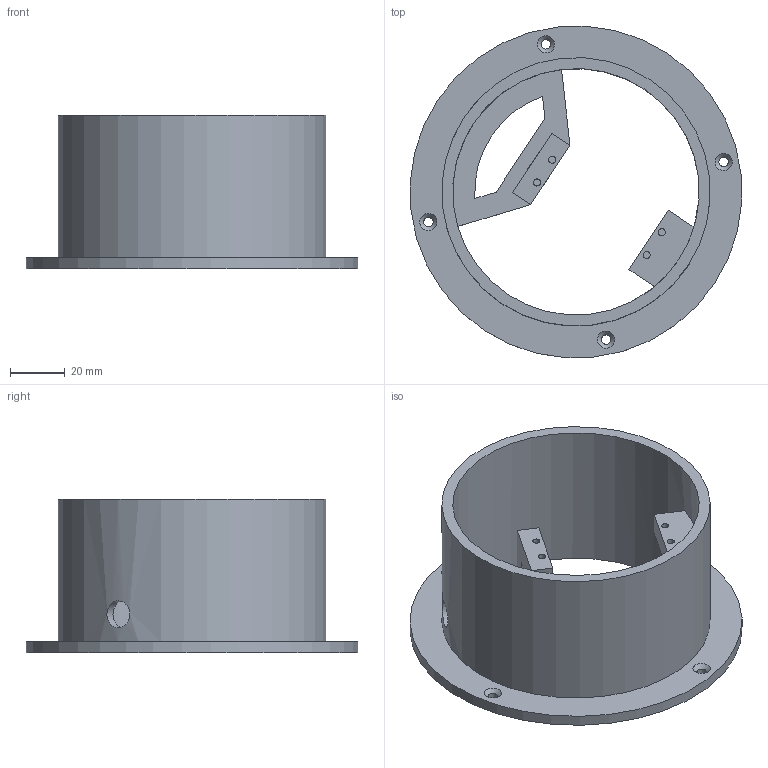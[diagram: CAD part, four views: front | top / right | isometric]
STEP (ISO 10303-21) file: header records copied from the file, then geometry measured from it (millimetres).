
FILE_DESCRIPTION(/* description */ ('STEP AP214'),/* implementation_level */ '2;1');
FILE_NAME(/* name */ '6772cfb029831b771dc83592',/* time_stamp */ '2024-12-30T16:52:02Z',/* author */ (''),/* organization */ (''),/* preprocessor_version */ 'ST-DEVELOPER v20',/* originating_system */ 'ONSHAPE BY PTC INC, 1.191',/* authorisation */ ' ');
FILE_SCHEMA (('AUTOMOTIVE_DESIGN {1 0 10303 214 3 1 1}'));
Length unit declared in the file: metre
Products named in the file (1): Base
Bounding box: 121.02 x 121.02 x 56 mm (x, y, z)
Volume: 96038.4 mm3; surface area: 49903 mm2
Topology: 1 solids, 1 shells, 44 faces, 104 edges, 68 vertices
Faces by surface type: plane 27, cylinder 13, cone 4
Full cylindrical faces by diameter (mm): 2.6 x4, 3.4 x4, 10 x1, 90 x1, 98 x1, 121.25 x1
Entity records: 1238 total; most frequent: CARTESIAN_POINT 215, DIRECTION 204, ORIENTED_EDGE 170, EDGE_CURVE 85, EDGE_LOOP 82, FACE_BOUND 82, AXIS2_PLACEMENT_3D 76, VERTEX_POINT 65
